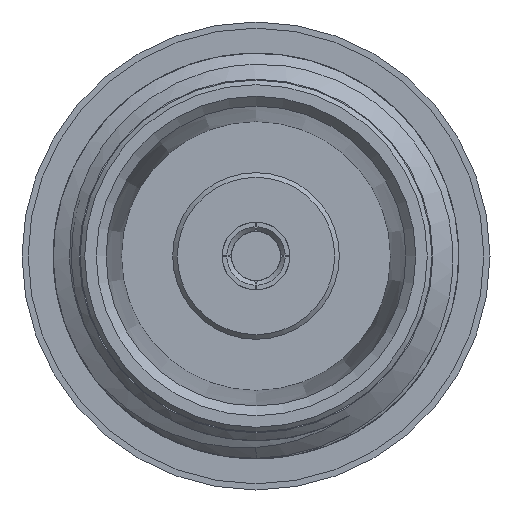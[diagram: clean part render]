
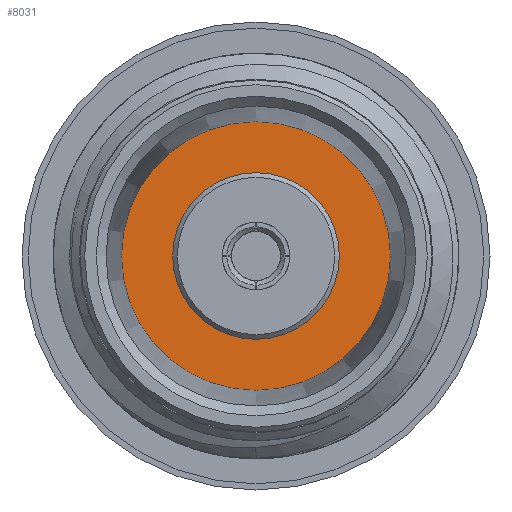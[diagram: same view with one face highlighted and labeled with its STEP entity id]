
A CAD part, left-side view. The second image highlights one B-rep face of the part: STEP entity #8031.
In plain terms, the highlighted planar face has unit normal (-1, 0, 0).
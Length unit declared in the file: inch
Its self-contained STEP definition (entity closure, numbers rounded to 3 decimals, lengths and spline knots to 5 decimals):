
#45 = CIRCLE ( 'NONE', #10827, 0.14521 ) ;
#195 = CARTESIAN_POINT ( 'NONE',  ( 0.33, 0., 0.14521 ) ) ;
#300 = EDGE_CURVE ( 'NONE', #15648, #15648, #15288, .T. ) ;
#977 = EDGE_LOOP ( 'NONE', ( #9817 ) ) ;
#1421 = FACE_BOUND ( 'NONE', #10775, .T. ) ;
#1914 = CARTESIAN_POINT ( 'NONE',  ( 0.33, 0., 0. ) ) ;
#4066 = CARTESIAN_POINT ( 'NONE',  ( 0.33, 0., 0. ) ) ;
#5158 = EDGE_CURVE ( 'NONE', #10155, #10155, #45, .T. ) ;
#5869 = CARTESIAN_POINT ( 'NONE',  ( 0.33, 0., 0.09 ) ) ;
#6592 = DIRECTION ( 'NONE',  ( -1., 0., 0. ) ) ;
#6976 = DIRECTION ( 'NONE',  ( 0., 0., 1. ) ) ;
#7103 = AXIS2_PLACEMENT_3D ( 'NONE', #9142, #6592, #9234 ) ;
#8031 = ADVANCED_FACE ( 'NONE', ( #1421, #17790 ), #12461, .T. ) ;
#9142 = CARTESIAN_POINT ( 'NONE',  ( 0.33, 0., 0. ) ) ;
#9234 = DIRECTION ( 'NONE',  ( 0., 0., 1. ) ) ;
#9724 = DIRECTION ( 'NONE',  ( -1., 0., 0. ) ) ;
#9817 = ORIENTED_EDGE ( 'NONE', *, *, #5158, .T. ) ;
#9950 = AXIS2_PLACEMENT_3D ( 'NONE', #4066, #9724, #6976 ) ;
#10155 = VERTEX_POINT ( 'NONE', #195 ) ;
#10775 = EDGE_LOOP ( 'NONE', ( #16869 ) ) ;
#10827 = AXIS2_PLACEMENT_3D ( 'NONE', #1914, #15972, #17366 ) ;
#12461 = PLANE ( 'NONE',  #9950 ) ;
#15288 = CIRCLE ( 'NONE', #7103, 0.09 ) ;
#15648 = VERTEX_POINT ( 'NONE', #5869 ) ;
#15972 = DIRECTION ( 'NONE',  ( -1., 0., 0. ) ) ;
#16869 = ORIENTED_EDGE ( 'NONE', *, *, #300, .F. ) ;
#17366 = DIRECTION ( 'NONE',  ( 0., 0., 1. ) ) ;
#17790 = FACE_OUTER_BOUND ( 'NONE', #977, .T. ) ;
